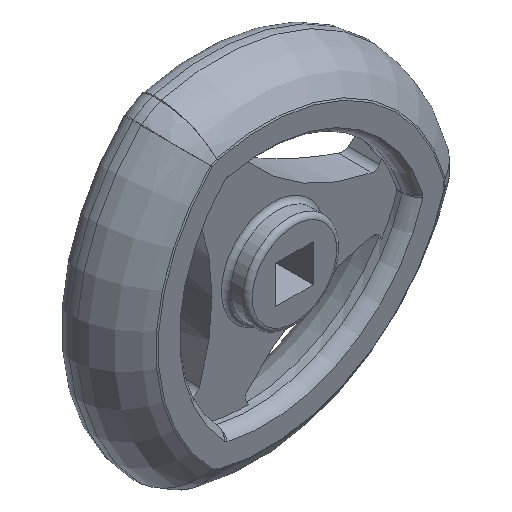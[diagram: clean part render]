
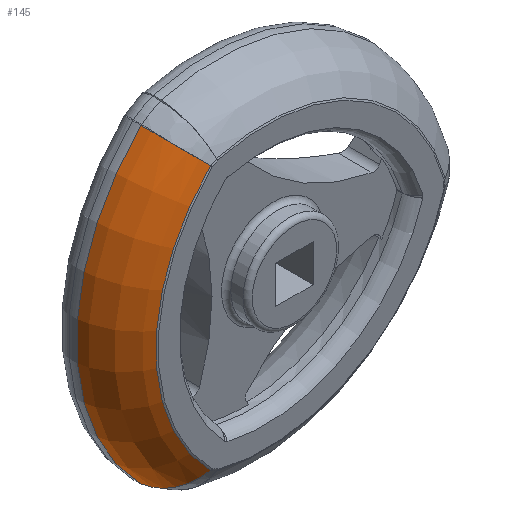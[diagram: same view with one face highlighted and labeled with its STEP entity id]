
A CAD part, isometric view. The second image highlights one B-rep face of the part: STEP entity #145.
In plain terms, the highlighted toroidal (fillet/blend) face has major radius 34.63 mm and minor radius 12.3 mm.
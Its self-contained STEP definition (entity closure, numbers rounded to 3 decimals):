
#145 = ADVANCED_FACE( '', ( #375 ), #376, .T. );
#375 = FACE_OUTER_BOUND( '', #718, .T. );
#376 = TOROIDAL_SURFACE( '', #719, 34.63, 12.3 );
#718 = EDGE_LOOP( '', ( #1322, #1323, #1324, #1325 ) );
#719 = AXIS2_PLACEMENT_3D( '', #1326, #1327, #1328 );
#1322 = ORIENTED_EDGE( '', *, *, #2261, .T. );
#1323 = ORIENTED_EDGE( '', *, *, #2262, .T. );
#1324 = ORIENTED_EDGE( '', *, *, #2214, .F. );
#1325 = ORIENTED_EDGE( '', *, *, #2263, .F. );
#1326 = CARTESIAN_POINT( '', ( 11.1, 11.9, 0. ) );
#1327 = DIRECTION( '', ( 0., 1., 0. ) );
#1328 = DIRECTION( '', ( 0., 0., 1. ) );
#2214 = EDGE_CURVE( '', #2639, #2641, #2642, .T. );
#2261 = EDGE_CURVE( '', #2724, #2725, #2726, .T. );
#2262 = EDGE_CURVE( '', #2725, #2641, #2727, .T. );
#2263 = EDGE_CURVE( '', #2724, #2639, #2728, .T. );
#2639 = VERTEX_POINT( '', #3302 );
#2641 = VERTEX_POINT( '', #3304 );
#2642 = CIRCLE( '', #3305, 12.3 );
#2724 = VERTEX_POINT( '', #3412 );
#2725 = VERTEX_POINT( '', #3413 );
#2726 = CIRCLE( '', #3414, 12.3 );
#2727 = CIRCLE( '', #3415, 39.899 );
#2728 = CIRCLE( '', #3416, 46.876 );
#3302 = CARTESIAN_POINT( '', ( -22.046, 10.75, 33.146 ) );
#3304 = CARTESIAN_POINT( '', ( -17.113, 0.786, 28.213 ) );
#3305 = AXIS2_PLACEMENT_3D( '', #4409, #4410, #4411 );
#3412 = CARTESIAN_POINT( '', ( -22.046, 10.75, -33.146 ) );
#3413 = CARTESIAN_POINT( '', ( -17.113, 0.786, -28.213 ) );
#3414 = AXIS2_PLACEMENT_3D( '', #4496, #4497, #4498 );
#3415 = AXIS2_PLACEMENT_3D( '', #4499, #4500, #4501 );
#3416 = AXIS2_PLACEMENT_3D( '', #4502, #4503, #4504 );
#4409 = CARTESIAN_POINT( '', ( -13.387, 11.9, 24.487 ) );
#4410 = DIRECTION( '', ( 0.707, 0., 0.707 ) );
#4411 = DIRECTION( '', ( 0.707, 0., -0.707 ) );
#4496 = CARTESIAN_POINT( '', ( -13.387, 11.9, -24.487 ) );
#4497 = DIRECTION( '', ( -0.707, 0., 0.707 ) );
#4498 = DIRECTION( '', ( 0.707, 0., 0.707 ) );
#4499 = CARTESIAN_POINT( '', ( 11.1, 0.786, 0. ) );
#4500 = DIRECTION( '', ( 0., 1., 0. ) );
#4501 = DIRECTION( '', ( 0., 0., 1. ) );
#4502 = CARTESIAN_POINT( '', ( 11.1, 10.75, 0. ) );
#4503 = DIRECTION( '', ( 0., 1., 0. ) );
#4504 = DIRECTION( '', ( 0., 0., 1. ) );
